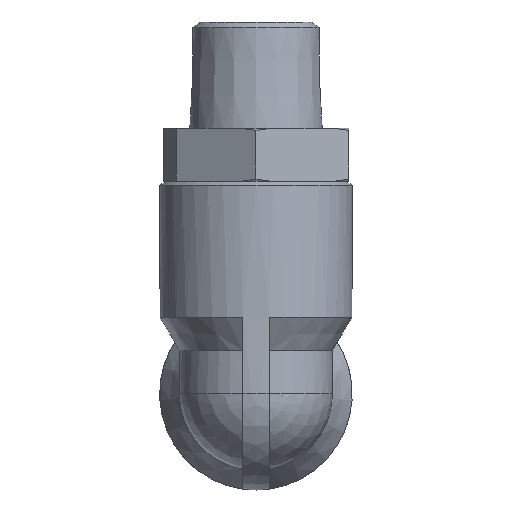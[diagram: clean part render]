
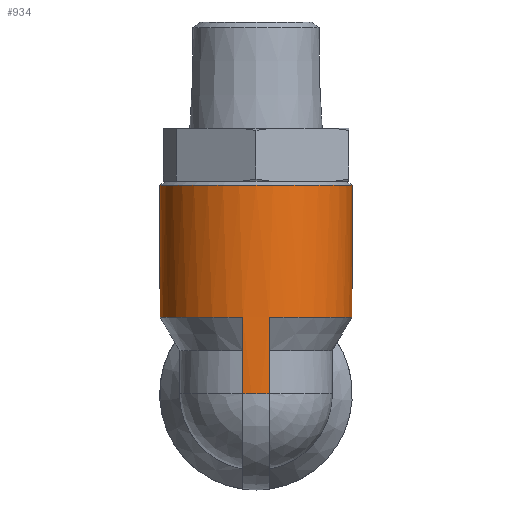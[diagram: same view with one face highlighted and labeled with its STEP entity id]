
A CAD part, left-side view. The second image highlights one B-rep face of the part: STEP entity #934.
In plain terms, the highlighted cylindrical face has radius 7.25 mm (diameter 14.5 mm), a full revolution.
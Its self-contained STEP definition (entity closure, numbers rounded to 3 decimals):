
#49=B_SPLINE_CURVE_WITH_KNOTS('',3,(#1472,#1473,#1474,#1475),
 .UNSPECIFIED.,.F.,.F.,(4,4),(0.007,0.007),
 .UNSPECIFIED.);
#50=B_SPLINE_CURVE_WITH_KNOTS('',3,(#1485,#1486,#1487,#1488),
 .UNSPECIFIED.,.F.,.F.,(4,4),(0.001,0.001),
 .UNSPECIFIED.);
#109=LINE('',#1480,#142);
#110=LINE('',#1484,#143);
#111=LINE('',#1492,#144);
#112=LINE('',#1496,#145);
#142=VECTOR('',#1173,1000.);
#143=VECTOR('',#1176,1000.);
#144=VECTOR('',#1179,1000.);
#145=VECTOR('',#1182,1000.);
#176=ELLIPSE('',#1025,10.253,7.25);
#177=ELLIPSE('',#1026,10.253,7.25);
#178=ELLIPSE('',#1027,10.253,7.25);
#196=ORIENTED_EDGE('',*,*,#461,.F.);
#197=ORIENTED_EDGE('',*,*,#462,.F.);
#198=ORIENTED_EDGE('',*,*,#463,.T.);
#199=ORIENTED_EDGE('',*,*,#464,.T.);
#200=ORIENTED_EDGE('',*,*,#465,.T.);
#201=ORIENTED_EDGE('',*,*,#466,.F.);
#202=ORIENTED_EDGE('',*,*,#459,.T.);
#203=ORIENTED_EDGE('',*,*,#467,.F.);
#204=ORIENTED_EDGE('',*,*,#468,.F.);
#205=ORIENTED_EDGE('',*,*,#469,.F.);
#206=ORIENTED_EDGE('',*,*,#470,.F.);
#207=ORIENTED_EDGE('',*,*,#471,.T.);
#208=ORIENTED_EDGE('',*,*,#472,.F.);
#459=EDGE_CURVE('',#592,#591,#682,.T.);
#461=EDGE_CURVE('',#593,#593,#683,.T.);
#462=EDGE_CURVE('',#594,#595,#49,.T.);
#463=EDGE_CURVE('',#594,#596,#684,.T.);
#464=EDGE_CURVE('',#596,#597,#109,.T.);
#465=EDGE_CURVE('',#597,#598,#685,.T.);
#466=EDGE_CURVE('',#592,#598,#110,.T.);
#467=EDGE_CURVE('',#599,#591,#50,.T.);
#468=EDGE_CURVE('',#600,#599,#176,.F.);
#469=EDGE_CURVE('',#601,#600,#111,.F.);
#470=EDGE_CURVE('',#602,#601,#177,.T.);
#471=EDGE_CURVE('',#602,#603,#112,.F.);
#472=EDGE_CURVE('',#595,#603,#178,.F.);
#591=VERTEX_POINT('',#1462);
#592=VERTEX_POINT('',#1464);
#593=VERTEX_POINT('',#1471);
#594=VERTEX_POINT('',#1476);
#595=VERTEX_POINT('',#1477);
#596=VERTEX_POINT('',#1479);
#597=VERTEX_POINT('',#1481);
#598=VERTEX_POINT('',#1483);
#599=VERTEX_POINT('',#1489);
#600=VERTEX_POINT('',#1491);
#601=VERTEX_POINT('',#1493);
#602=VERTEX_POINT('',#1495);
#603=VERTEX_POINT('',#1497);
#682=CIRCLE('',#1020,7.25);
#683=CIRCLE('',#1022,7.25);
#684=CIRCLE('',#1023,7.25);
#685=CIRCLE('',#1024,7.25);
#738=EDGE_LOOP('',(#196));
#739=EDGE_LOOP('',(#197,#198,#199,#200,#201,#202,#203,#204,#205,#206,#207,
#208));
#830=FACE_BOUND('',#738,.T.);
#831=FACE_BOUND('',#739,.T.);
#920=CYLINDRICAL_SURFACE('',#1021,7.25);
#934=ADVANCED_FACE('',(#830,#831),#920,.T.);
#1020=AXIS2_PLACEMENT_3D('',#1463,#1165,#1166);
#1021=AXIS2_PLACEMENT_3D('',#1469,#1167,#1168);
#1022=AXIS2_PLACEMENT_3D('',#1470,#1169,#1170);
#1023=AXIS2_PLACEMENT_3D('',#1478,#1171,#1172);
#1024=AXIS2_PLACEMENT_3D('',#1482,#1174,#1175);
#1025=AXIS2_PLACEMENT_3D('',#1490,#1177,#1178);
#1026=AXIS2_PLACEMENT_3D('',#1494,#1180,#1181);
#1027=AXIS2_PLACEMENT_3D('',#1498,#1183,#1184);
#1165=DIRECTION('',(0.,0.,1.));
#1166=DIRECTION('',(1.,0.,0.));
#1167=DIRECTION('',(0.,0.,1.));
#1168=DIRECTION('',(1.,0.,0.));
#1169=DIRECTION('',(0.,0.,1.));
#1170=DIRECTION('',(1.,0.,0.));
#1171=DIRECTION('',(0.,0.,1.));
#1172=DIRECTION('',(1.,0.,0.));
#1173=DIRECTION('',(0.,0.,-1.));
#1174=DIRECTION('',(0.,0.,1.));
#1175=DIRECTION('',(1.,0.,0.));
#1176=DIRECTION('',(0.,0.,-1.));
#1177=DIRECTION('',(-0.707,0.,0.707));
#1178=DIRECTION('',(0.707,0.,0.707));
#1179=DIRECTION('',(0.,0.,1.));
#1180=DIRECTION('',(-0.707,0.,-0.707));
#1181=DIRECTION('',(-0.707,0.,0.707));
#1182=DIRECTION('',(0.,0.,1.));
#1183=DIRECTION('',(-0.707,0.,0.707));
#1184=DIRECTION('',(0.707,0.,0.707));
#1462=CARTESIAN_POINT('',(5.814,-4.331,5.75));
#1463=CARTESIAN_POINT('',(0.,0.,5.75));
#1464=CARTESIAN_POINT('',(-7.181,-1.,5.75));
#1469=CARTESIAN_POINT('',(0.,0.,28.));
#1470=CARTESIAN_POINT('',(0.,0.,15.7));
#1471=CARTESIAN_POINT('',(7.25,0.,15.7));
#1472=CARTESIAN_POINT('',(5.814,4.331,5.75));
#1473=CARTESIAN_POINT('',(5.843,4.292,5.8));
#1474=CARTESIAN_POINT('',(5.871,4.253,5.85));
#1475=CARTESIAN_POINT('',(5.9,4.213,5.9));
#1476=CARTESIAN_POINT('',(5.814,4.331,5.75));
#1477=CARTESIAN_POINT('',(5.9,4.213,5.9));
#1478=CARTESIAN_POINT('',(0.,0.,5.75));
#1479=CARTESIAN_POINT('',(-7.181,1.,5.75));
#1480=CARTESIAN_POINT('',(-7.181,1.,5.75));
#1481=CARTESIAN_POINT('',(-7.181,1.,0.));
#1482=CARTESIAN_POINT('',(0.,0.,0.));
#1483=CARTESIAN_POINT('',(-7.181,-1.,0.));
#1484=CARTESIAN_POINT('',(-7.181,-1.,5.75));
#1485=CARTESIAN_POINT('',(5.9,-4.213,5.9));
#1486=CARTESIAN_POINT('',(5.871,-4.253,5.85));
#1487=CARTESIAN_POINT('',(5.843,-4.292,5.8));
#1488=CARTESIAN_POINT('',(5.814,-4.331,5.75));
#1489=CARTESIAN_POINT('',(5.9,-4.213,5.9));
#1490=CARTESIAN_POINT('',(0.,0.,0.));
#1491=CARTESIAN_POINT('',(7.181,-1.,7.181));
#1492=CARTESIAN_POINT('',(7.181,-1.,28.));
#1493=CARTESIAN_POINT('',(7.181,-1.,10.851));
#1494=CARTESIAN_POINT('',(0.,0.,18.031));
#1495=CARTESIAN_POINT('',(7.181,1.,10.851));
#1496=CARTESIAN_POINT('',(7.181,1.,28.));
#1497=CARTESIAN_POINT('',(7.181,1.,7.181));
#1498=CARTESIAN_POINT('',(0.,0.,0.));
